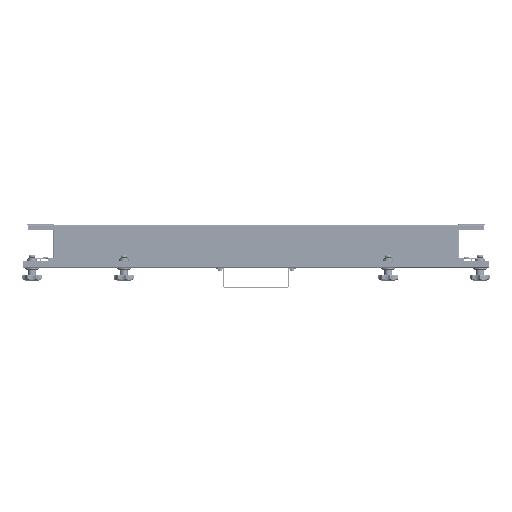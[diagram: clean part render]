
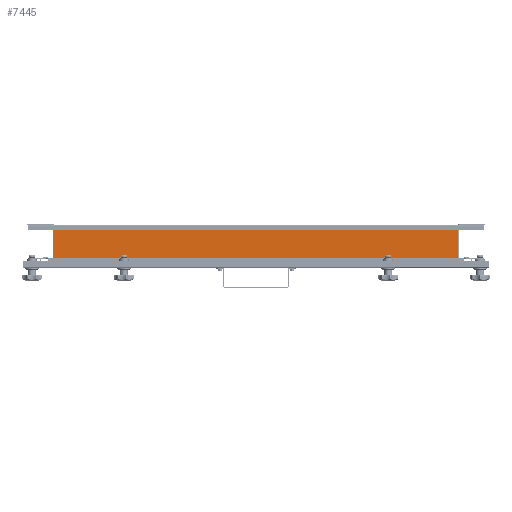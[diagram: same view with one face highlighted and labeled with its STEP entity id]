
A CAD part, front view. The second image highlights one B-rep face of the part: STEP entity #7445.
In plain terms, the highlighted planar face has unit normal (0, -1, 0).
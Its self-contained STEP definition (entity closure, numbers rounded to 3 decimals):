
#6688=CARTESIAN_POINT('',(301.2,-200.6,55.0));
#6689=VERTEX_POINT('',#6688);
#6714=CARTESIAN_POINT('',(-301.2,-200.6,55.0));
#6715=VERTEX_POINT('',#6714);
#6739=CARTESIAN_POINT('',(301.2,-200.6,55.0));
#6740=DIRECTION('',(-1.0,0.0,0.0));
#6741=VECTOR('',#6740,602.4);
#6742=LINE('',#6739,#6741);
#6743=EDGE_CURVE('',#6689,#6715,#6742,.T.);
#6763=CARTESIAN_POINT('',(-301.2,-200.6,54.8));
#6764=VERTEX_POINT('',#6763);
#6771=CARTESIAN_POINT('',(-301.2,-200.6,55.));
#6772=DIRECTION('',(0.0,0.0,-1.0));
#6773=VECTOR('',#6772,0.2);
#6774=LINE('',#6771,#6773);
#6775=EDGE_CURVE('',#6715,#6764,#6774,.T.);
#6793=CARTESIAN_POINT('',(300.,-200.6,54.2));
#6794=VERTEX_POINT('',#6793);
#6802=CARTESIAN_POINT('',(300.,-200.6,2.7));
#6803=VERTEX_POINT('',#6802);
#6804=CARTESIAN_POINT('',(300.,-200.6,2.7));
#6805=DIRECTION('',(0.0,0.0,1.0));
#6806=VECTOR('',#6805,51.5);
#6807=LINE('',#6804,#6806);
#6808=EDGE_CURVE('',#6803,#6794,#6807,.T.);
#6929=CARTESIAN_POINT('',(300.,-200.6,1.2));
#6930=VERTEX_POINT('',#6929);
#6931=CARTESIAN_POINT('',(300.,-200.6,1.2));
#6932=DIRECTION('',(0.0,0.0,1.0));
#6933=VECTOR('',#6932,1.5);
#6934=LINE('',#6931,#6933);
#6935=EDGE_CURVE('',#6930,#6803,#6934,.T.);
#7006=CARTESIAN_POINT('',(-301.2,-200.6,1.2));
#7007=VERTEX_POINT('',#7006);
#7008=CARTESIAN_POINT('',(-301.2,-200.6,1.2));
#7009=DIRECTION('',(1.0,0.0,0.0));
#7010=VECTOR('',#7009,601.2);
#7011=LINE('',#7008,#7010);
#7012=EDGE_CURVE('',#7007,#6930,#7011,.T.);
#7030=CARTESIAN_POINT('',(299.7,-200.6,54.8));
#7031=VERTEX_POINT('',#7030);
#7032=CARTESIAN_POINT('',(301.2,-200.6,54.8));
#7033=VERTEX_POINT('',#7032);
#7034=CARTESIAN_POINT('',(299.7,-200.6,54.8));
#7035=DIRECTION('',(1.0,0.0,0.0));
#7036=VECTOR('',#7035,1.5);
#7037=LINE('',#7034,#7036);
#7038=EDGE_CURVE('',#7031,#7033,#7037,.T.);
#7079=CARTESIAN_POINT('',(299.7,-200.6,54.2));
#7080=VERTEX_POINT('',#7079);
#7087=CARTESIAN_POINT('',(300.,-200.6,54.2));
#7088=DIRECTION('',(-1.0,0.0,0.0));
#7089=VECTOR('',#7088,0.3);
#7090=LINE('',#7087,#7089);
#7091=EDGE_CURVE('',#6794,#7080,#7090,.T.);
#7101=CARTESIAN_POINT('',(299.7,-200.6,54.2));
#7102=DIRECTION('',(0.0,0.0,1.0));
#7103=VECTOR('',#7102,0.6);
#7104=LINE('',#7101,#7103);
#7105=EDGE_CURVE('',#7080,#7031,#7104,.T.);
#7206=CARTESIAN_POINT('',(-300.,-200.6,3.7));
#7207=VERTEX_POINT('',#7206);
#7215=CARTESIAN_POINT('',(-300.,-200.6,54.2));
#7216=VERTEX_POINT('',#7215);
#7217=CARTESIAN_POINT('',(-300.,-200.6,54.2));
#7218=DIRECTION('',(0.0,0.0,-1.0));
#7219=VECTOR('',#7218,50.5);
#7220=LINE('',#7217,#7219);
#7221=EDGE_CURVE('',#7216,#7207,#7220,.T.);
#7327=CARTESIAN_POINT('',(-300.,-200.6,54.8));
#7328=VERTEX_POINT('',#7327);
#7329=CARTESIAN_POINT('',(-301.2,-200.6,54.8));
#7330=DIRECTION('',(1.0,0.0,0.0));
#7331=VECTOR('',#7330,1.2);
#7332=LINE('',#7329,#7331);
#7333=EDGE_CURVE('',#6764,#7328,#7332,.T.);
#7351=CARTESIAN_POINT('',(-300.,-200.6,54.5));
#7352=DIRECTION('',(0.0,1.0,0.0));
#7353=DIRECTION('',(0.0,0.0,-1.0));
#7354=AXIS2_PLACEMENT_3D('',#7351,#7352,#7353);
#7355=CIRCLE('',#7354,0.3);
#7356=EDGE_CURVE('',#7328,#7216,#7355,.T.);
#7369=CARTESIAN_POINT('',(-300.,-200.6,3.1));
#7370=VERTEX_POINT('',#7369);
#7371=CARTESIAN_POINT('',(-300.,-200.6,3.4));
#7372=DIRECTION('',(0.0,1.0,0.0));
#7373=DIRECTION('',(0.0,0.0,1.0));
#7374=AXIS2_PLACEMENT_3D('',#7371,#7372,#7373);
#7375=CIRCLE('',#7374,0.3);
#7376=EDGE_CURVE('',#7207,#7370,#7375,.T.);
#7394=CARTESIAN_POINT('',(-301.2,-200.6,3.1));
#7395=VERTEX_POINT('',#7394);
#7396=CARTESIAN_POINT('',(-300.,-200.6,3.1));
#7397=DIRECTION('',(-1.0,0.0,0.0));
#7398=VECTOR('',#7397,1.2);
#7399=LINE('',#7396,#7398);
#7400=EDGE_CURVE('',#7370,#7395,#7399,.T.);
#7413=CARTESIAN_POINT('',(0.,-200.6,28.021));
#7414=DIRECTION('',(0.0,-1.0,0.0));
#7415=DIRECTION('',(1.0,0.0,0.0));
#7416=AXIS2_PLACEMENT_3D('',#7413,#7414,#7415);
#7417=PLANE('',#7416);
#7418=ORIENTED_EDGE('',*,*,#6743,.T.);
#7419=ORIENTED_EDGE('',*,*,#6775,.T.);
#7420=ORIENTED_EDGE('',*,*,#7333,.T.);
#7421=ORIENTED_EDGE('',*,*,#7356,.T.);
#7422=ORIENTED_EDGE('',*,*,#7221,.T.);
#7423=ORIENTED_EDGE('',*,*,#7376,.T.);
#7424=ORIENTED_EDGE('',*,*,#7400,.T.);
#7425=CARTESIAN_POINT('',(-301.2,-200.6,3.1));
#7426=DIRECTION('',(0.0,0.0,-1.0));
#7427=VECTOR('',#7426,1.9);
#7428=LINE('',#7425,#7427);
#7429=EDGE_CURVE('',#7395,#7007,#7428,.T.);
#7430=ORIENTED_EDGE('',*,*,#7429,.T.);
#7431=ORIENTED_EDGE('',*,*,#7012,.T.);
#7432=ORIENTED_EDGE('',*,*,#6935,.T.);
#7433=ORIENTED_EDGE('',*,*,#6808,.T.);
#7434=ORIENTED_EDGE('',*,*,#7091,.T.);
#7435=ORIENTED_EDGE('',*,*,#7105,.T.);
#7436=ORIENTED_EDGE('',*,*,#7038,.T.);
#7437=CARTESIAN_POINT('',(301.2,-200.6,55.));
#7438=DIRECTION('',(0.0,0.0,-1.0));
#7439=VECTOR('',#7438,0.2);
#7440=LINE('',#7437,#7439);
#7441=EDGE_CURVE('',#6689,#7033,#7440,.T.);
#7442=ORIENTED_EDGE('',*,*,#7441,.F.);
#7443=EDGE_LOOP('',(#7418,#7419,#7420,#7421,#7422,#7423,#7424,#7430,#7431,#7432,#7433,#7434,#7435,#7436,#7442));
#7444=FACE_OUTER_BOUND('',#7443,.T.);
#7445=ADVANCED_FACE('',(#7444),#7417,.T.);
